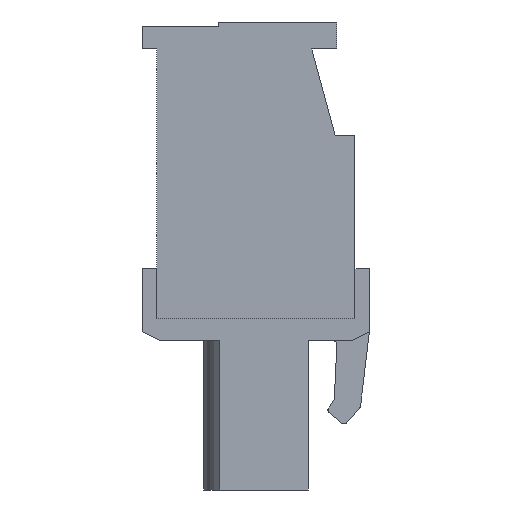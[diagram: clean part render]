
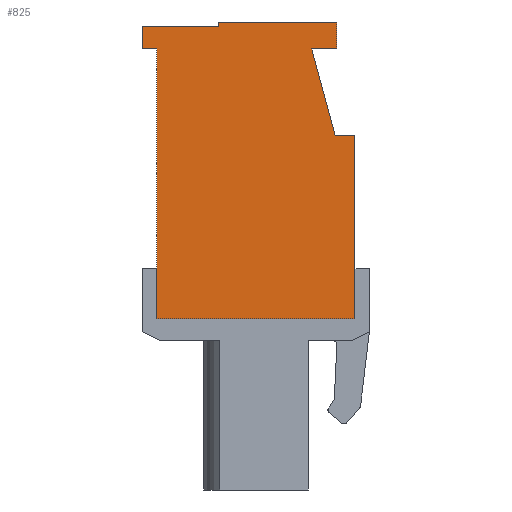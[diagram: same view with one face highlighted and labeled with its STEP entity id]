
A CAD part, left-side view. The second image highlights one B-rep face of the part: STEP entity #825.
In plain terms, the highlighted planar face has unit normal (-1, 0, 0).
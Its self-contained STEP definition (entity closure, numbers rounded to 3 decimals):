
#825 = ADVANCED_FACE( '', ( #2056 ), #2057, .T. );
#2056 = FACE_OUTER_BOUND( '', #3812, .T. );
#2057 = PLANE( '', #3813 );
#3812 = EDGE_LOOP( '', ( #5763, #5764, #5765, #5766, #5767, #5768, #5769, #5770, #5771, #5772, #5773, #5774 ) );
#3813 = AXIS2_PLACEMENT_3D( '', #5775, #5776, #5777 );
#5763 = ORIENTED_EDGE( '', *, *, #10958, .T. );
#5764 = ORIENTED_EDGE( '', *, *, #10959, .T. );
#5765 = ORIENTED_EDGE( '', *, *, #10913, .T. );
#5766 = ORIENTED_EDGE( '', *, *, #10960, .T. );
#5767 = ORIENTED_EDGE( '', *, *, #10961, .T. );
#5768 = ORIENTED_EDGE( '', *, *, #10962, .T. );
#5769 = ORIENTED_EDGE( '', *, *, #10963, .T. );
#5770 = ORIENTED_EDGE( '', *, *, #10964, .T. );
#5771 = ORIENTED_EDGE( '', *, *, #10841, .T. );
#5772 = ORIENTED_EDGE( '', *, *, #10965, .T. );
#5773 = ORIENTED_EDGE( '', *, *, #10966, .T. );
#5774 = ORIENTED_EDGE( '', *, *, #10967, .T. );
#5775 = CARTESIAN_POINT( '', ( -10.16, 0., 0. ) );
#5776 = DIRECTION( '', ( -1., 0., 0. ) );
#5777 = DIRECTION( '', ( 0., 0., 1. ) );
#10841 = EDGE_CURVE( '', #13014, #13012, #13015, .T. );
#10913 = EDGE_CURVE( '', #13144, #13145, #13146, .T. );
#10958 = EDGE_CURVE( '', #13223, #13224, #13225, .T. );
#10959 = EDGE_CURVE( '', #13224, #13144, #13226, .T. );
#10960 = EDGE_CURVE( '', #13145, #13227, #13228, .T. );
#10961 = EDGE_CURVE( '', #13227, #13229, #13230, .T. );
#10962 = EDGE_CURVE( '', #13229, #13231, #13232, .T. );
#10963 = EDGE_CURVE( '', #13231, #13233, #13234, .T. );
#10964 = EDGE_CURVE( '', #13233, #13014, #13235, .T. );
#10965 = EDGE_CURVE( '', #13012, #13236, #13237, .T. );
#10966 = EDGE_CURVE( '', #13236, #13238, #13239, .T. );
#10967 = EDGE_CURVE( '', #13238, #13223, #13240, .T. );
#13012 = VERTEX_POINT( '', #16177 );
#13014 = VERTEX_POINT( '', #16180 );
#13015 = LINE( '', #16181, #16182 );
#13144 = VERTEX_POINT( '', #16369 );
#13145 = VERTEX_POINT( '', #16370 );
#13146 = LINE( '', #16371, #16372 );
#13223 = VERTEX_POINT( '', #16479 );
#13224 = VERTEX_POINT( '', #16480 );
#13225 = LINE( '', #16481, #16482 );
#13226 = LINE( '', #16483, #16484 );
#13227 = VERTEX_POINT( '', #16485 );
#13228 = LINE( '', #16486, #16487 );
#13229 = VERTEX_POINT( '', #16488 );
#13230 = LINE( '', #16489, #16490 );
#13231 = VERTEX_POINT( '', #16491 );
#13232 = LINE( '', #16492, #16493 );
#13233 = VERTEX_POINT( '', #16494 );
#13234 = LINE( '', #16495, #16496 );
#13235 = LINE( '', #16497, #16498 );
#13236 = VERTEX_POINT( '', #16499 );
#13237 = LINE( '', #16500, #16501 );
#13238 = VERTEX_POINT( '', #16502 );
#13239 = LINE( '', #16503, #16504 );
#13240 = LINE( '', #16505, #16506 );
#16177 = CARTESIAN_POINT( '', ( -10.16, -5.5, 2.7 ) );
#16180 = CARTESIAN_POINT( '', ( -10.16, -5.5, -7.5 ) );
#16181 = CARTESIAN_POINT( '', ( -10.16, -5.5, -7.5 ) );
#16182 = VECTOR( '', #20557, 1000. );
#16369 = CARTESIAN_POINT( '', ( -10.16, 2.1, 9. ) );
#16370 = CARTESIAN_POINT( '', ( -10.16, 2.1, 8.75 ) );
#16371 = CARTESIAN_POINT( '', ( -10.16, 2.1, 9. ) );
#16372 = VECTOR( '', #20622, 1000. );
#16479 = CARTESIAN_POINT( '', ( -10.16, -4.5, 7.5 ) );
#16480 = CARTESIAN_POINT( '', ( -10.16, -4.5, 9. ) );
#16481 = CARTESIAN_POINT( '', ( -10.16, -4.5, 7.5 ) );
#16482 = VECTOR( '', #20668, 1000. );
#16483 = CARTESIAN_POINT( '', ( -10.16, -4.5, 9. ) );
#16484 = VECTOR( '', #20669, 1000. );
#16485 = CARTESIAN_POINT( '', ( -10.16, 6.3, 8.75 ) );
#16486 = CARTESIAN_POINT( '', ( -10.16, 2.1, 8.75 ) );
#16487 = VECTOR( '', #20670, 1000. );
#16488 = CARTESIAN_POINT( '', ( -10.16, 6.3, 7.5 ) );
#16489 = CARTESIAN_POINT( '', ( -10.16, 6.3, 8.75 ) );
#16490 = VECTOR( '', #20671, 1000. );
#16491 = CARTESIAN_POINT( '', ( -10.16, 5.5, 7.5 ) );
#16492 = CARTESIAN_POINT( '', ( -10.16, 6.3, 7.5 ) );
#16493 = VECTOR( '', #20672, 1000. );
#16494 = CARTESIAN_POINT( '', ( -10.16, 5.5, -7.5 ) );
#16495 = CARTESIAN_POINT( '', ( -10.16, 5.5, 7.5 ) );
#16496 = VECTOR( '', #20673, 1000. );
#16497 = CARTESIAN_POINT( '', ( -10.16, 5.5, -7.5 ) );
#16498 = VECTOR( '', #20674, 1000. );
#16499 = CARTESIAN_POINT( '', ( -10.16, -4.4, 2.7 ) );
#16500 = CARTESIAN_POINT( '', ( -10.16, -5.5, 2.7 ) );
#16501 = VECTOR( '', #20675, 1000. );
#16502 = CARTESIAN_POINT( '', ( -10.16, -3.1, 7.5 ) );
#16503 = CARTESIAN_POINT( '', ( -10.16, -4.4, 2.7 ) );
#16504 = VECTOR( '', #20676, 1000. );
#16505 = CARTESIAN_POINT( '', ( -10.16, -3.1, 7.5 ) );
#16506 = VECTOR( '', #20677, 1000. );
#20557 = DIRECTION( '', ( 0., 0., 1. ) );
#20622 = DIRECTION( '', ( 0., 0., -1. ) );
#20668 = DIRECTION( '', ( 0., 0., 1. ) );
#20669 = DIRECTION( '', ( 0., 1., 0. ) );
#20670 = DIRECTION( '', ( 0., 1., 0. ) );
#20671 = DIRECTION( '', ( 0., 0., -1. ) );
#20672 = DIRECTION( '', ( 0., -1., 0. ) );
#20673 = DIRECTION( '', ( 0., 0., -1. ) );
#20674 = DIRECTION( '', ( 0., -1., 0. ) );
#20675 = DIRECTION( '', ( 0., 1., 0. ) );
#20676 = DIRECTION( '', ( 0., 0.261, 0.965 ) );
#20677 = DIRECTION( '', ( 0., -1., 0. ) );
